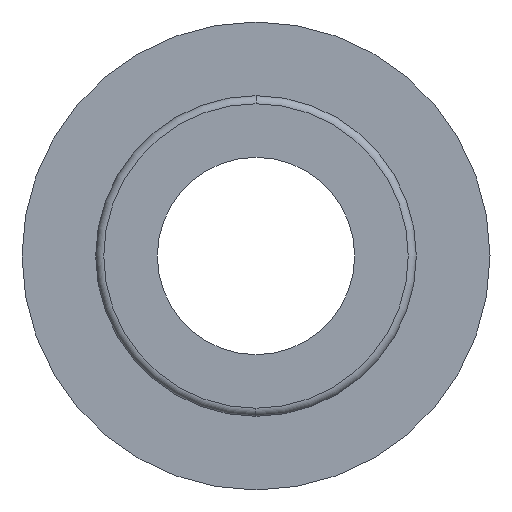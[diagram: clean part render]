
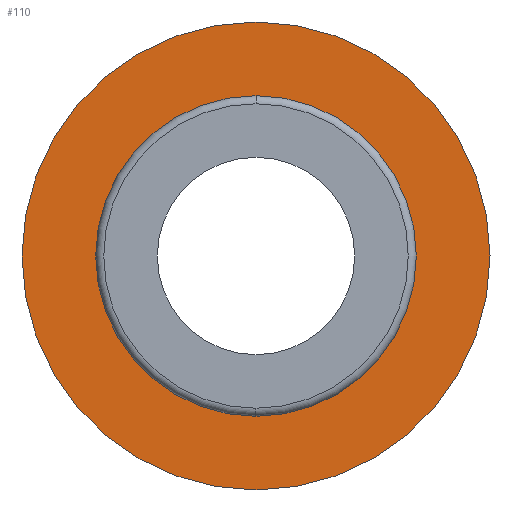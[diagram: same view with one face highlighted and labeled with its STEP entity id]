
A CAD part, left-side view. The second image highlights one B-rep face of the part: STEP entity #110.
In plain terms, the highlighted planar face has unit normal (-1, 0, 0).
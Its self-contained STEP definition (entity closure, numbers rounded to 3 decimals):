
#110=ADVANCED_FACE('',(#253,#254),#255,.T.);
#253=FACE_BOUND('',#403,.T.);
#254=FACE_OUTER_BOUND('',#404,.T.);
#255=PLANE('',#405);
#403=EDGE_LOOP('',(#934,#935));
#404=EDGE_LOOP('',(#936,#937));
#405=AXIS2_PLACEMENT_3D('',#938,#939,#940);
#934=ORIENTED_EDGE('',*,*,#1038,.T.);
#935=ORIENTED_EDGE('',*,*,#1147,.T.);
#936=ORIENTED_EDGE('',*,*,#1010,.T.);
#937=ORIENTED_EDGE('',*,*,#1157,.T.);
#938=CARTESIAN_POINT('',(-22.135,-4.745,0.0));
#939=DIRECTION('',(-1.0,0.,0.0));
#940=DIRECTION('',(0.,-1.0,0.0));
#1010=EDGE_CURVE('',#1206,#1212,#1214,.T.);
#1038=EDGE_CURVE('',#1264,#1261,#1265,.T.);
#1147=EDGE_CURVE('',#1261,#1264,#1442,.T.);
#1157=EDGE_CURVE('',#1212,#1206,#1453,.T.);
#1206=VERTEX_POINT('',#1624);
#1212=VERTEX_POINT('',#1631);
#1214=CIRCLE('',#1634,9.49);
#1261=VERTEX_POINT('',#1687);
#1264=VERTEX_POINT('',#1691);
#1265=CIRCLE('',#1692,4.6);
#1442=CIRCLE('',#1969,4.6);
#1453=CIRCLE('',#1980,9.49);
#1624=CARTESIAN_POINT('',(-22.135,-9.49,0.0));
#1631=CARTESIAN_POINT('',(-22.135,9.49,0.));
#1634=AXIS2_PLACEMENT_3D('',#2043,#2044,#2045);
#1687=CARTESIAN_POINT('',(-22.135,-4.6,0.));
#1691=CARTESIAN_POINT('',(-22.135,4.6,0.));
#1692=AXIS2_PLACEMENT_3D('',#2113,#2114,#2115);
#1969=AXIS2_PLACEMENT_3D('',#2318,#2319,#2320);
#1980=AXIS2_PLACEMENT_3D('',#2348,#2349,#2350);
#2043=CARTESIAN_POINT('',(-22.135,0.,0.0));
#2044=DIRECTION('',(-1.0,0.,0.0));
#2045=DIRECTION('',(0.,-1.0,0.0));
#2113=CARTESIAN_POINT('',(-22.135,0.,0.0));
#2114=DIRECTION('',(1.0,0.,0.0));
#2115=DIRECTION('',(0.,-1.0,0.0));
#2318=CARTESIAN_POINT('',(-22.135,0.,0.0));
#2319=DIRECTION('',(1.0,0.,0.0));
#2320=DIRECTION('',(0.,-1.0,0.0));
#2348=CARTESIAN_POINT('',(-22.135,0.,0.0));
#2349=DIRECTION('',(-1.0,0.,0.0));
#2350=DIRECTION('',(0.,-1.0,0.0));
